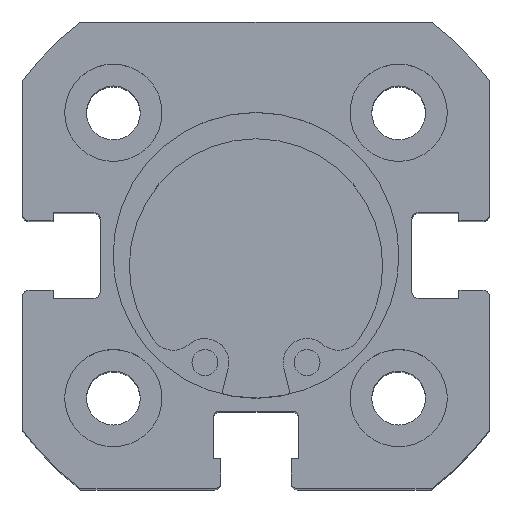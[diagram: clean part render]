
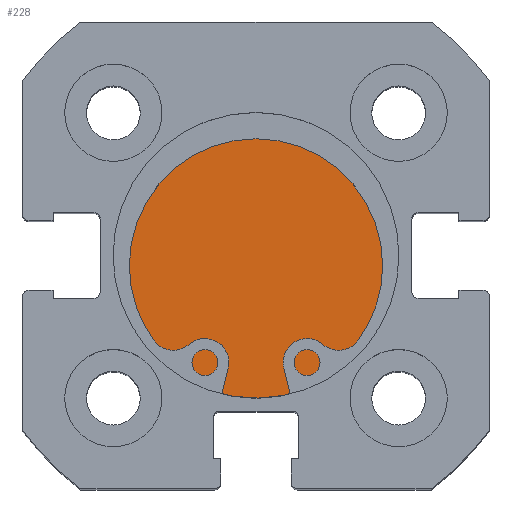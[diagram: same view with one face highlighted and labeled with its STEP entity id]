
A CAD part, top view. The second image highlights one B-rep face of the part: STEP entity #228.
In plain terms, the highlighted face is planar.
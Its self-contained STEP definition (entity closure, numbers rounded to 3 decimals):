
#228 = ADVANCED_FACE ( 'NONE', ( #1801 ), #2765, .F. ) ;
#608 = ORIENTED_EDGE ( 'NONE', *, *, #5305, .F. ) ;
#610 = ORIENTED_EDGE ( 'NONE', *, *, #5201, .F. ) ;
#986 = VERTEX_POINT ( 'NONE', #3369 ) ;
#989 = VERTEX_POINT ( 'NONE', #3372 ) ;
#1479 = EDGE_LOOP ( 'NONE', ( #610, #608 ) ) ;
#1801 = FACE_OUTER_BOUND ( 'NONE', #1479, .T. ) ;
#2764 = CARTESIAN_POINT ( 'NONE',  ( 6., 11., 0. ) ) ;
#2765 = PLANE ( 'NONE',  #5463 ) ;
#2767 = DIRECTION ( 'NONE',  ( -1., 0., 0. ) ) ;
#2768 = DIRECTION ( 'NONE',  ( 0., 0., 1. ) ) ;
#3369 = CARTESIAN_POINT ( 'NONE',  ( 6., 0., 11. ) ) ;
#3372 = CARTESIAN_POINT ( 'NONE',  ( 6., 0., -11. ) ) ;
#4000 = CIRCLE ( 'NONE', #5705, 11. ) ;
#4151 = CIRCLE ( 'NONE', #5758, 11. ) ;
#4440 = CARTESIAN_POINT ( 'NONE',  ( 6., 0., 0. ) ) ;
#4450 = DIRECTION ( 'NONE',  ( -1., 0., 0. ) ) ;
#4451 = DIRECTION ( 'NONE',  ( 0., 0., 1. ) ) ;
#4717 = CARTESIAN_POINT ( 'NONE',  ( 6., 0., 0. ) ) ;
#4728 = DIRECTION ( 'NONE',  ( -1., 0., 0. ) ) ;
#4729 = DIRECTION ( 'NONE',  ( 0., 0., 1. ) ) ;
#5201 = EDGE_CURVE ( 'NONE', #986, #989, #4000, .T. ) ;
#5305 = EDGE_CURVE ( 'NONE', #989, #986, #4151, .T. ) ;
#5463 = AXIS2_PLACEMENT_3D ( 'NONE', #2764, #2767, #2768 ) ;
#5705 = AXIS2_PLACEMENT_3D ( 'NONE', #4440, #4450, #4451 ) ;
#5758 = AXIS2_PLACEMENT_3D ( 'NONE', #4717, #4728, #4729 ) ;
